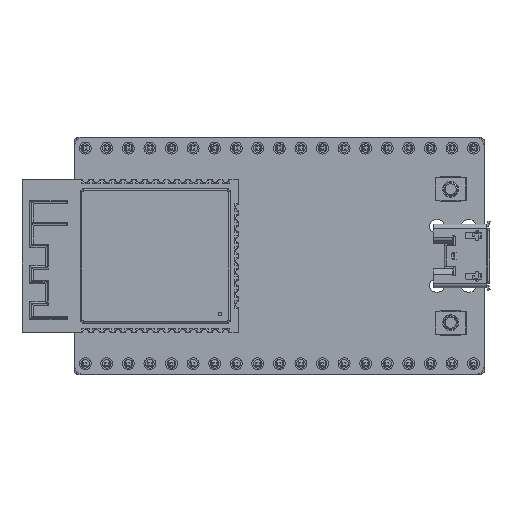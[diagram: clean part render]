
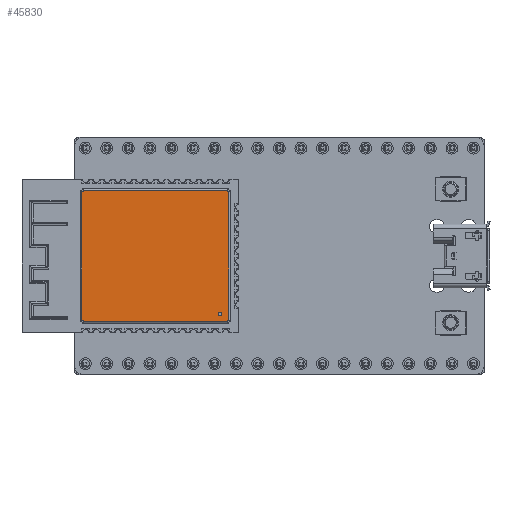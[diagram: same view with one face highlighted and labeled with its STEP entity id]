
A CAD part, top view. The second image highlights one B-rep face of the part: STEP entity #45830.
In plain terms, the highlighted face is planar.
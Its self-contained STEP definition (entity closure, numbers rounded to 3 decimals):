
#616=FACE_BOUND('',#7074,.T.);
#1972=PLANE('',#49309);
#4305=FACE_OUTER_BOUND('',#7073,.T.);
#7073=EDGE_LOOP('',(#37744,#37745,#37746,#37747,#37748,#37749,#37750,#37751));
#7074=EDGE_LOOP('',(#37752,#37753));
#11133=LINE('',#70590,#16605);
#11134=LINE('',#70591,#16606);
#11135=LINE('',#70593,#16607);
#11136=LINE('',#70597,#16608);
#16605=VECTOR('',#57751,1000.);
#16606=VECTOR('',#57752,1000.);
#16607=VECTOR('',#57753,1000.);
#16608=VECTOR('',#57756,1000.);
#19752=CIRCLE('',#49296,0.15);
#19754=CIRCLE('',#49299,0.15);
#19758=CIRCLE('',#49304,0.2);
#19759=CIRCLE('',#49305,0.2);
#19762=CIRCLE('',#49310,0.15);
#19763=CIRCLE('',#49311,0.15);
#22356=VERTEX_POINT('',#70542);
#22357=VERTEX_POINT('',#70543);
#22362=VERTEX_POINT('',#70555);
#22363=VERTEX_POINT('',#70556);
#22370=VERTEX_POINT('',#70572);
#22371=VERTEX_POINT('',#70574);
#22376=VERTEX_POINT('',#70589);
#22377=VERTEX_POINT('',#70592);
#22378=VERTEX_POINT('',#70594);
#22379=VERTEX_POINT('',#70596);
#27806=EDGE_CURVE('',#22356,#22357,#19752,.T.);
#27812=EDGE_CURVE('',#22362,#22363,#19754,.T.);
#27821=EDGE_CURVE('',#22370,#22371,#19758,.T.);
#27822=EDGE_CURVE('',#22371,#22370,#19759,.T.);
#27829=EDGE_CURVE('',#22376,#22356,#11133,.T.);
#27830=EDGE_CURVE('',#22357,#22362,#11134,.T.);
#27831=EDGE_CURVE('',#22363,#22377,#11135,.T.);
#27832=EDGE_CURVE('',#22377,#22378,#19762,.T.);
#27833=EDGE_CURVE('',#22378,#22379,#11136,.T.);
#27834=EDGE_CURVE('',#22379,#22376,#19763,.T.);
#37744=ORIENTED_EDGE('',*,*,#27829,.T.);
#37745=ORIENTED_EDGE('',*,*,#27806,.T.);
#37746=ORIENTED_EDGE('',*,*,#27830,.T.);
#37747=ORIENTED_EDGE('',*,*,#27812,.T.);
#37748=ORIENTED_EDGE('',*,*,#27831,.T.);
#37749=ORIENTED_EDGE('',*,*,#27832,.T.);
#37750=ORIENTED_EDGE('',*,*,#27833,.T.);
#37751=ORIENTED_EDGE('',*,*,#27834,.T.);
#37752=ORIENTED_EDGE('',*,*,#27822,.F.);
#37753=ORIENTED_EDGE('',*,*,#27821,.F.);
#45830=ADVANCED_FACE('',(#4305,#616),#1972,.F.);
#49296=AXIS2_PLACEMENT_3D('',#70544,#57710,#57711);
#49299=AXIS2_PLACEMENT_3D('',#70557,#57720,#57721);
#49304=AXIS2_PLACEMENT_3D('',#70575,#57735,#57736);
#49305=AXIS2_PLACEMENT_3D('',#70576,#57737,#57738);
#49309=AXIS2_PLACEMENT_3D('',#70588,#57749,#57750);
#49310=AXIS2_PLACEMENT_3D('',#70595,#57754,#57755);
#49311=AXIS2_PLACEMENT_3D('',#70598,#57757,#57758);
#57710=DIRECTION('center_axis',(0.,-1.,0.));
#57711=DIRECTION('ref_axis',(0.,0.,-1.));
#57720=DIRECTION('center_axis',(0.,-1.,0.));
#57721=DIRECTION('ref_axis',(0.,0.,-1.));
#57735=DIRECTION('center_axis',(0.,1.,0.));
#57736=DIRECTION('ref_axis',(0.,0.,1.));
#57737=DIRECTION('center_axis',(0.,1.,0.));
#57738=DIRECTION('ref_axis',(0.,0.,1.));
#57749=DIRECTION('center_axis',(0.,-1.,0.));
#57750=DIRECTION('ref_axis',(0.,0.,-1.));
#57751=DIRECTION('',(0.,0.,1.));
#57752=DIRECTION('',(1.,0.,0.));
#57753=DIRECTION('',(0.,0.,-1.));
#57754=DIRECTION('center_axis',(0.,-1.,0.));
#57755=DIRECTION('ref_axis',(0.,0.,-1.));
#57756=DIRECTION('',(-1.,0.,0.));
#57757=DIRECTION('center_axis',(0.,-1.,0.));
#57758=DIRECTION('ref_axis',(0.,0.,-1.));
#70542=CARTESIAN_POINT('',(-7.75,3.25,11.431));
#70543=CARTESIAN_POINT('',(-7.581,3.25,11.6));
#70544=CARTESIAN_POINT('Origin',(-7.729,3.25,11.579));
#70555=CARTESIAN_POINT('',(7.581,3.25,11.6));
#70556=CARTESIAN_POINT('',(7.75,3.25,11.431));
#70557=CARTESIAN_POINT('Origin',(7.729,3.25,11.579));
#70572=CARTESIAN_POINT('',(-6.846,3.25,10.395));
#70574=CARTESIAN_POINT('',(-6.846,3.25,10.795));
#70575=CARTESIAN_POINT('Origin',(-6.846,3.25,10.595));
#70576=CARTESIAN_POINT('Origin',(-6.846,3.25,10.595));
#70588=CARTESIAN_POINT('Origin',(0.,3.25,0.));
#70589=CARTESIAN_POINT('',(-7.75,3.25,-5.531));
#70590=CARTESIAN_POINT('',(-7.75,3.25,-5.7));
#70591=CARTESIAN_POINT('',(-7.75,3.25,11.6));
#70592=CARTESIAN_POINT('',(7.75,3.25,-5.531));
#70593=CARTESIAN_POINT('',(7.75,3.25,11.6));
#70594=CARTESIAN_POINT('',(7.581,3.25,-5.7));
#70595=CARTESIAN_POINT('Origin',(7.729,3.25,-5.679));
#70596=CARTESIAN_POINT('',(-7.581,3.25,-5.7));
#70597=CARTESIAN_POINT('',(7.75,3.25,-5.7));
#70598=CARTESIAN_POINT('Origin',(-7.729,3.25,-5.679));
